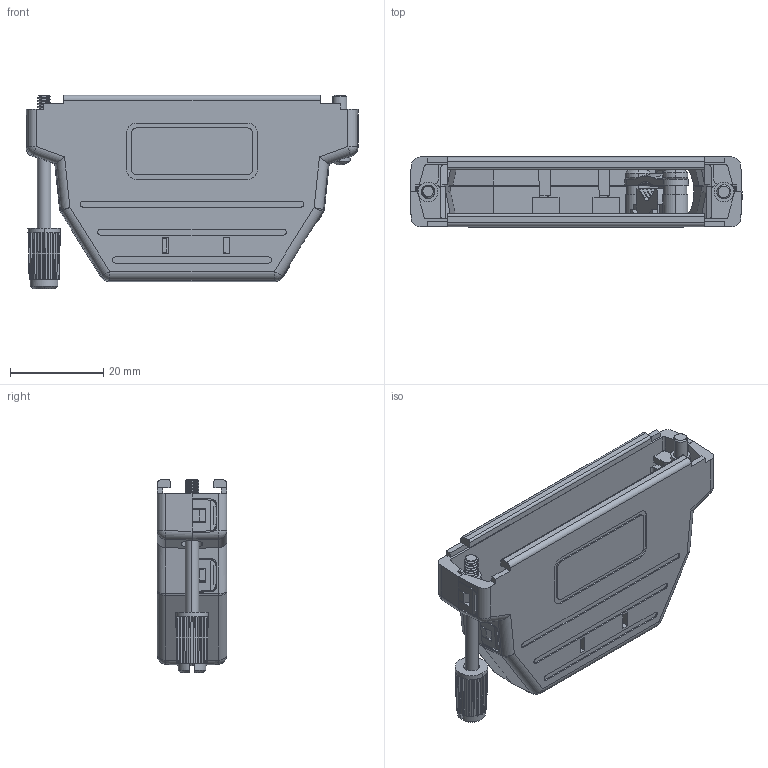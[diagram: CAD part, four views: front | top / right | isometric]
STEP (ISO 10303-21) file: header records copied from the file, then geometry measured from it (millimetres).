
FILE_DESCRIPTION (( 'STEP AP214' ), '1' );
FILE_NAME ('6688-9471-PS.STEP', '2023-06-15T08:55:47', ( '' ), ( '' ), 'SwSTEP 2.0', 'SolidWorks 2021', '' );
FILE_SCHEMA (( 'AUTOMOTIVE_DESIGN' ));
Length unit declared in the file: millimetre
Products named in the file (8): 6811-0149-02 Part 2; 6826-0133-04; 6811-0149-02 Part 1; 6718-0101-04; 6855-0109-01; 6838-0109-01; 6830-0106-01; 6688-9471-PS
Assembly tree (8 placements, depth 2):
  6688-9471-PS
    6811-0149-02 Part 1
    6811-0149-02 Part 2
    6718-0101-04
    6826-0133-04
    6830-0106-01
    6838-0109-01
    6855-0109-01  x2
Bounding box: 71.3 x 15 x 41.5 mm (x, y, z)
Volume: 12274.1 mm3; surface area: 16944.3 mm2
Topology: 10 solids, 10 shells, 960 faces, 2545 edges, 1631 vertices
Faces by surface type: plane 624, cylinder 256, cone 37, bspline 26, torus 9, sphere 8
Entity records: 32512 total; most frequent: CARTESIAN_POINT 10071, ORIENTED_EDGE 4798, DIRECTION 4358, EDGE_CURVE 2399, LINE 1648, VECTOR 1648, VERTEX_POINT 1543, AXIS2_PLACEMENT_3D 1355
